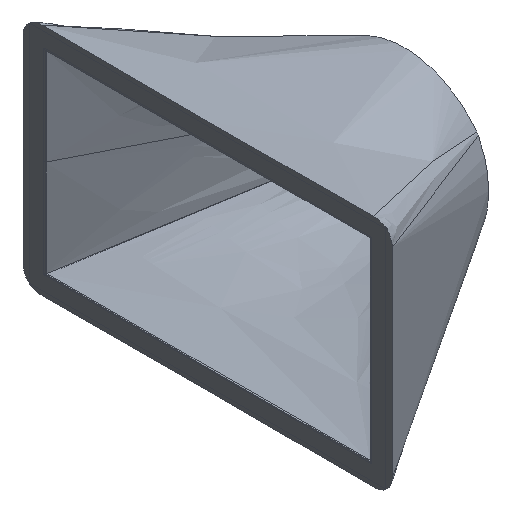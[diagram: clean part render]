
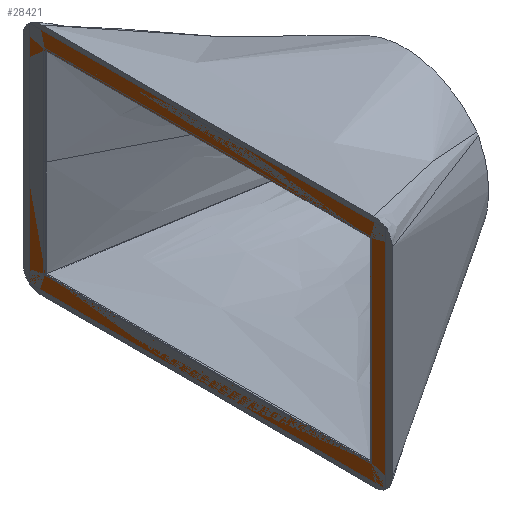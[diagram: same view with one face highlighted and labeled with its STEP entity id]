
A CAD part, isometric view. The second image highlights one B-rep face of the part: STEP entity #28421.
In plain terms, the highlighted planar face has unit normal (-1, 0, 0).
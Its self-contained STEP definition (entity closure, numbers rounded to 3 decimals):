
#27808 = VERTEX_POINT('',#27809);
#27809 = CARTESIAN_POINT('',(0.,272.,172.));
#27818 = PLANE('',#27819);
#27819 = AXIS2_PLACEMENT_3D('',#27820,#27821,#27822);
#27820 = CARTESIAN_POINT('',(0.,272.,172.));
#27821 = DIRECTION('',(0.,0.,-1.));
#27822 = DIRECTION('',(0.,-1.,0.));
#27830 = PLANE('',#27831);
#27831 = AXIS2_PLACEMENT_3D('',#27832,#27833,#27834);
#27832 = CARTESIAN_POINT('',(0.,272.,-172.));
#27833 = DIRECTION('',(0.,-1.,0.));
#27834 = DIRECTION('',(0.,0.,1.));
#27871 = VERTEX_POINT('',#27872);
#27872 = CARTESIAN_POINT('',(0.,-272.,172.));
#27886 = PLANE('',#27887);
#27887 = AXIS2_PLACEMENT_3D('',#27888,#27889,#27890);
#27888 = CARTESIAN_POINT('',(0.,-272.,172.));
#27889 = DIRECTION('',(0.,1.,0.));
#27890 = DIRECTION('',(0.,0.,-1.));
#27898 = EDGE_CURVE('',#27808,#27871,#27899,.T.);
#27899 = SURFACE_CURVE('',#27900,(#27904,#27911),.PCURVE_S1.);
#27900 = LINE('',#27901,#27902);
#27901 = CARTESIAN_POINT('',(0.,272.,172.));
#27902 = VECTOR('',#27903,1.);
#27903 = DIRECTION('',(0.,-1.,0.));
#27904 = PCURVE('',#27818,#27905);
#27905 = DEFINITIONAL_REPRESENTATION('',(#27906),#27910);
#27906 = LINE('',#27907,#27908);
#27907 = CARTESIAN_POINT('',(0.,0.));
#27908 = VECTOR('',#27909,1.);
#27909 = DIRECTION('',(1.,0.));
#27910 = ( GEOMETRIC_REPRESENTATION_CONTEXT(2) 
PARAMETRIC_REPRESENTATION_CONTEXT() REPRESENTATION_CONTEXT('2D SPACE',''
  ) );
#27911 = PCURVE('',#27912,#27917);
#27912 = PLANE('',#27913);
#27913 = AXIS2_PLACEMENT_3D('',#27914,#27915,#27916);
#27914 = CARTESIAN_POINT('',(0.,272.,172.));
#27915 = DIRECTION('',(-1.,0.,0.));
#27916 = DIRECTION('',(0.,0.,-1.));
#27917 = DEFINITIONAL_REPRESENTATION('',(#27918),#27922);
#27918 = LINE('',#27919,#27920);
#27919 = CARTESIAN_POINT('',(0.,0.));
#27920 = VECTOR('',#27921,1.);
#27921 = DIRECTION('',(0.,1.));
#27922 = ( GEOMETRIC_REPRESENTATION_CONTEXT(2) 
PARAMETRIC_REPRESENTATION_CONTEXT() REPRESENTATION_CONTEXT('2D SPACE',''
  ) );
#27952 = VERTEX_POINT('',#27953);
#27953 = CARTESIAN_POINT('',(0.,-272.,-172.));
#27967 = PLANE('',#27968);
#27968 = AXIS2_PLACEMENT_3D('',#27969,#27970,#27971);
#27969 = CARTESIAN_POINT('',(0.,-272.,-172.));
#27970 = DIRECTION('',(0.,0.,1.));
#27971 = DIRECTION('',(0.,1.,0.));
#27979 = EDGE_CURVE('',#27871,#27952,#27980,.T.);
#27980 = SURFACE_CURVE('',#27981,(#27985,#27992),.PCURVE_S1.);
#27981 = LINE('',#27982,#27983);
#27982 = CARTESIAN_POINT('',(0.,-272.,172.));
#27983 = VECTOR('',#27984,1.);
#27984 = DIRECTION('',(0.,0.,-1.));
#27985 = PCURVE('',#27886,#27986);
#27986 = DEFINITIONAL_REPRESENTATION('',(#27987),#27991);
#27987 = LINE('',#27988,#27989);
#27988 = CARTESIAN_POINT('',(0.,0.));
#27989 = VECTOR('',#27990,1.);
#27990 = DIRECTION('',(1.,0.));
#27991 = ( GEOMETRIC_REPRESENTATION_CONTEXT(2) 
PARAMETRIC_REPRESENTATION_CONTEXT() REPRESENTATION_CONTEXT('2D SPACE',''
  ) );
#27992 = PCURVE('',#27912,#27993);
#27993 = DEFINITIONAL_REPRESENTATION('',(#27994),#27998);
#27994 = LINE('',#27995,#27996);
#27995 = CARTESIAN_POINT('',(0.,544.));
#27996 = VECTOR('',#27997,1.);
#27997 = DIRECTION('',(1.,0.));
#27998 = ( GEOMETRIC_REPRESENTATION_CONTEXT(2) 
PARAMETRIC_REPRESENTATION_CONTEXT() REPRESENTATION_CONTEXT('2D SPACE',''
  ) );
#28028 = VERTEX_POINT('',#28029);
#28029 = CARTESIAN_POINT('',(0.,272.,-172.));
#28050 = EDGE_CURVE('',#27952,#28028,#28051,.T.);
#28051 = SURFACE_CURVE('',#28052,(#28056,#28063),.PCURVE_S1.);
#28052 = LINE('',#28053,#28054);
#28053 = CARTESIAN_POINT('',(0.,-272.,-172.));
#28054 = VECTOR('',#28055,1.);
#28055 = DIRECTION('',(0.,1.,0.));
#28056 = PCURVE('',#27967,#28057);
#28057 = DEFINITIONAL_REPRESENTATION('',(#28058),#28062);
#28058 = LINE('',#28059,#28060);
#28059 = CARTESIAN_POINT('',(0.,0.));
#28060 = VECTOR('',#28061,1.);
#28061 = DIRECTION('',(1.,0.));
#28062 = ( GEOMETRIC_REPRESENTATION_CONTEXT(2) 
PARAMETRIC_REPRESENTATION_CONTEXT() REPRESENTATION_CONTEXT('2D SPACE',''
  ) );
#28063 = PCURVE('',#27912,#28064);
#28064 = DEFINITIONAL_REPRESENTATION('',(#28065),#28069);
#28065 = LINE('',#28066,#28067);
#28066 = CARTESIAN_POINT('',(344.,544.));
#28067 = VECTOR('',#28068,1.);
#28068 = DIRECTION('',(0.,-1.));
#28069 = ( GEOMETRIC_REPRESENTATION_CONTEXT(2) 
PARAMETRIC_REPRESENTATION_CONTEXT() REPRESENTATION_CONTEXT('2D SPACE',''
  ) );
#28097 = EDGE_CURVE('',#28028,#27808,#28098,.T.);
#28098 = SURFACE_CURVE('',#28099,(#28103,#28110),.PCURVE_S1.);
#28099 = LINE('',#28100,#28101);
#28100 = CARTESIAN_POINT('',(0.,272.,-172.));
#28101 = VECTOR('',#28102,1.);
#28102 = DIRECTION('',(0.,0.,1.));
#28103 = PCURVE('',#27830,#28104);
#28104 = DEFINITIONAL_REPRESENTATION('',(#28105),#28109);
#28105 = LINE('',#28106,#28107);
#28106 = CARTESIAN_POINT('',(0.,0.));
#28107 = VECTOR('',#28108,1.);
#28108 = DIRECTION('',(1.,0.));
#28109 = ( GEOMETRIC_REPRESENTATION_CONTEXT(2) 
PARAMETRIC_REPRESENTATION_CONTEXT() REPRESENTATION_CONTEXT('2D SPACE',''
  ) );
#28110 = PCURVE('',#27912,#28111);
#28111 = DEFINITIONAL_REPRESENTATION('',(#28112),#28116);
#28112 = LINE('',#28113,#28114);
#28113 = CARTESIAN_POINT('',(344.,0.));
#28114 = VECTOR('',#28115,1.);
#28115 = DIRECTION('',(-1.,0.));
#28116 = ( GEOMETRIC_REPRESENTATION_CONTEXT(2) 
PARAMETRIC_REPRESENTATION_CONTEXT() REPRESENTATION_CONTEXT('2D SPACE',''
  ) );
#28122 = VERTEX_POINT('',#28123);
#28123 = CARTESIAN_POINT('',(0.,248.,148.));
#28132 = PLANE('',#28133);
#28133 = AXIS2_PLACEMENT_3D('',#28134,#28135,#28136);
#28134 = CARTESIAN_POINT('',(0.,248.,148.));
#28135 = DIRECTION('',(0.,0.,-1.));
#28136 = DIRECTION('',(0.,-1.,0.));
#28144 = PLANE('',#28145);
#28145 = AXIS2_PLACEMENT_3D('',#28146,#28147,#28148);
#28146 = CARTESIAN_POINT('',(0.,248.,-148.));
#28147 = DIRECTION('',(0.,-1.,0.));
#28148 = DIRECTION('',(0.,0.,1.));
#28180 = VERTEX_POINT('',#28181);
#28181 = CARTESIAN_POINT('',(0.,-248.,148.));
#28195 = PLANE('',#28196);
#28196 = AXIS2_PLACEMENT_3D('',#28197,#28198,#28199);
#28197 = CARTESIAN_POINT('',(0.,-248.,148.));
#28198 = DIRECTION('',(0.,1.,0.));
#28199 = DIRECTION('',(0.,0.,-1.));
#28207 = EDGE_CURVE('',#28122,#28180,#28208,.T.);
#28208 = SURFACE_CURVE('',#28209,(#28213,#28220),.PCURVE_S1.);
#28209 = LINE('',#28210,#28211);
#28210 = CARTESIAN_POINT('',(0.,248.,148.));
#28211 = VECTOR('',#28212,1.);
#28212 = DIRECTION('',(0.,-1.,0.));
#28213 = PCURVE('',#28132,#28214);
#28214 = DEFINITIONAL_REPRESENTATION('',(#28215),#28219);
#28215 = LINE('',#28216,#28217);
#28216 = CARTESIAN_POINT('',(0.,0.));
#28217 = VECTOR('',#28218,1.);
#28218 = DIRECTION('',(1.,0.));
#28219 = ( GEOMETRIC_REPRESENTATION_CONTEXT(2) 
PARAMETRIC_REPRESENTATION_CONTEXT() REPRESENTATION_CONTEXT('2D SPACE',''
  ) );
#28220 = PCURVE('',#27912,#28221);
#28221 = DEFINITIONAL_REPRESENTATION('',(#28222),#28226);
#28222 = LINE('',#28223,#28224);
#28223 = CARTESIAN_POINT('',(24.,24.));
#28224 = VECTOR('',#28225,1.);
#28225 = DIRECTION('',(0.,1.));
#28226 = ( GEOMETRIC_REPRESENTATION_CONTEXT(2) 
PARAMETRIC_REPRESENTATION_CONTEXT() REPRESENTATION_CONTEXT('2D SPACE',''
  ) );
#28256 = VERTEX_POINT('',#28257);
#28257 = CARTESIAN_POINT('',(0.,-248.,-148.));
#28271 = PLANE('',#28272);
#28272 = AXIS2_PLACEMENT_3D('',#28273,#28274,#28275);
#28273 = CARTESIAN_POINT('',(0.,-248.,-148.));
#28274 = DIRECTION('',(0.,0.,1.));
#28275 = DIRECTION('',(0.,1.,0.));
#28283 = EDGE_CURVE('',#28180,#28256,#28284,.T.);
#28284 = SURFACE_CURVE('',#28285,(#28289,#28296),.PCURVE_S1.);
#28285 = LINE('',#28286,#28287);
#28286 = CARTESIAN_POINT('',(0.,-248.,148.));
#28287 = VECTOR('',#28288,1.);
#28288 = DIRECTION('',(0.,0.,-1.));
#28289 = PCURVE('',#28195,#28290);
#28290 = DEFINITIONAL_REPRESENTATION('',(#28291),#28295);
#28291 = LINE('',#28292,#28293);
#28292 = CARTESIAN_POINT('',(0.,0.));
#28293 = VECTOR('',#28294,1.);
#28294 = DIRECTION('',(1.,0.));
#28295 = ( GEOMETRIC_REPRESENTATION_CONTEXT(2) 
PARAMETRIC_REPRESENTATION_CONTEXT() REPRESENTATION_CONTEXT('2D SPACE',''
  ) );
#28296 = PCURVE('',#27912,#28297);
#28297 = DEFINITIONAL_REPRESENTATION('',(#28298),#28302);
#28298 = LINE('',#28299,#28300);
#28299 = CARTESIAN_POINT('',(24.,520.));
#28300 = VECTOR('',#28301,1.);
#28301 = DIRECTION('',(1.,0.));
#28302 = ( GEOMETRIC_REPRESENTATION_CONTEXT(2) 
PARAMETRIC_REPRESENTATION_CONTEXT() REPRESENTATION_CONTEXT('2D SPACE',''
  ) );
#28332 = VERTEX_POINT('',#28333);
#28333 = CARTESIAN_POINT('',(0.,248.,-148.));
#28354 = EDGE_CURVE('',#28256,#28332,#28355,.T.);
#28355 = SURFACE_CURVE('',#28356,(#28360,#28367),.PCURVE_S1.);
#28356 = LINE('',#28357,#28358);
#28357 = CARTESIAN_POINT('',(0.,-248.,-148.));
#28358 = VECTOR('',#28359,1.);
#28359 = DIRECTION('',(0.,1.,0.));
#28360 = PCURVE('',#28271,#28361);
#28361 = DEFINITIONAL_REPRESENTATION('',(#28362),#28366);
#28362 = LINE('',#28363,#28364);
#28363 = CARTESIAN_POINT('',(0.,0.));
#28364 = VECTOR('',#28365,1.);
#28365 = DIRECTION('',(1.,0.));
#28366 = ( GEOMETRIC_REPRESENTATION_CONTEXT(2) 
PARAMETRIC_REPRESENTATION_CONTEXT() REPRESENTATION_CONTEXT('2D SPACE',''
  ) );
#28367 = PCURVE('',#27912,#28368);
#28368 = DEFINITIONAL_REPRESENTATION('',(#28369),#28373);
#28369 = LINE('',#28370,#28371);
#28370 = CARTESIAN_POINT('',(320.,520.));
#28371 = VECTOR('',#28372,1.);
#28372 = DIRECTION('',(0.,-1.));
#28373 = ( GEOMETRIC_REPRESENTATION_CONTEXT(2) 
PARAMETRIC_REPRESENTATION_CONTEXT() REPRESENTATION_CONTEXT('2D SPACE',''
  ) );
#28401 = EDGE_CURVE('',#28332,#28122,#28402,.T.);
#28402 = SURFACE_CURVE('',#28403,(#28407,#28414),.PCURVE_S1.);
#28403 = LINE('',#28404,#28405);
#28404 = CARTESIAN_POINT('',(0.,248.,-148.));
#28405 = VECTOR('',#28406,1.);
#28406 = DIRECTION('',(0.,0.,1.));
#28407 = PCURVE('',#28144,#28408);
#28408 = DEFINITIONAL_REPRESENTATION('',(#28409),#28413);
#28409 = LINE('',#28410,#28411);
#28410 = CARTESIAN_POINT('',(0.,0.));
#28411 = VECTOR('',#28412,1.);
#28412 = DIRECTION('',(1.,0.));
#28413 = ( GEOMETRIC_REPRESENTATION_CONTEXT(2) 
PARAMETRIC_REPRESENTATION_CONTEXT() REPRESENTATION_CONTEXT('2D SPACE',''
  ) );
#28414 = PCURVE('',#27912,#28415);
#28415 = DEFINITIONAL_REPRESENTATION('',(#28416),#28420);
#28416 = LINE('',#28417,#28418);
#28417 = CARTESIAN_POINT('',(320.,24.));
#28418 = VECTOR('',#28419,1.);
#28419 = DIRECTION('',(-1.,0.));
#28420 = ( GEOMETRIC_REPRESENTATION_CONTEXT(2) 
PARAMETRIC_REPRESENTATION_CONTEXT() REPRESENTATION_CONTEXT('2D SPACE',''
  ) );
#28421 = ADVANCED_FACE('',(#28422,#28428),#27912,.T.);
#28422 = FACE_BOUND('',#28423,.F.);
#28423 = EDGE_LOOP('',(#28424,#28425,#28426,#28427));
#28424 = ORIENTED_EDGE('',*,*,#27898,.T.);
#28425 = ORIENTED_EDGE('',*,*,#27979,.T.);
#28426 = ORIENTED_EDGE('',*,*,#28050,.T.);
#28427 = ORIENTED_EDGE('',*,*,#28097,.T.);
#28428 = FACE_BOUND('',#28429,.T.);
#28429 = EDGE_LOOP('',(#28430,#28431,#28432,#28433));
#28430 = ORIENTED_EDGE('',*,*,#28207,.T.);
#28431 = ORIENTED_EDGE('',*,*,#28283,.T.);
#28432 = ORIENTED_EDGE('',*,*,#28354,.T.);
#28433 = ORIENTED_EDGE('',*,*,#28401,.T.);
